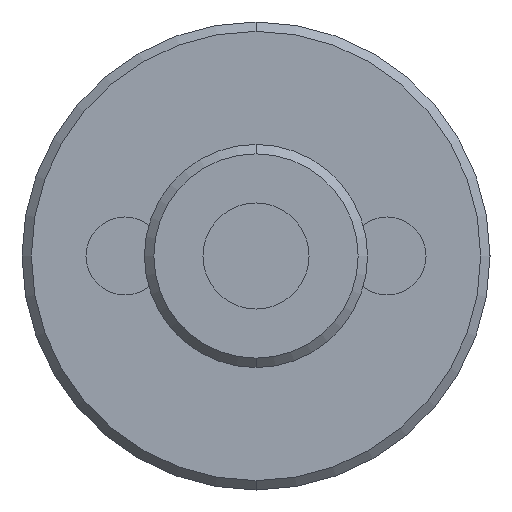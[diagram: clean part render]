
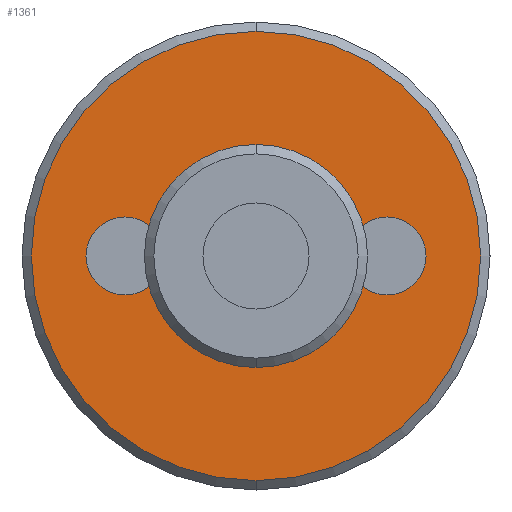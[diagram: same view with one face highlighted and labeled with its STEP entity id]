
A CAD part, front view. The second image highlights one B-rep face of the part: STEP entity #1361.
In plain terms, the highlighted planar face has unit normal (0, -1, 0).
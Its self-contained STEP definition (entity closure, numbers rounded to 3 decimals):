
#1 = ORIENTED_EDGE ( 'NONE', *, *, #1629, .T. ) ;
#41 = DIRECTION ( 'NONE',  ( 0., 0., 1. ) ) ;
#55 = EDGE_CURVE ( 'NONE', #1087, #4346, #729, .T. ) ;
#129 = FACE_BOUND ( 'NONE', #4903, .T. ) ;
#136 = CARTESIAN_POINT ( 'NONE',  ( -4.2, 5.5, 0. ) ) ;
#211 = CARTESIAN_POINT ( 'NONE',  ( 0., 5.5, 0. ) ) ;
#273 = CARTESIAN_POINT ( 'NONE',  ( -4.2, 5.5, -1.25 ) ) ;
#359 = DIRECTION ( 'NONE',  ( 0., 0., 1. ) ) ;
#443 = CARTESIAN_POINT ( 'NONE',  ( -4.2, 5.5, 0. ) ) ;
#580 = AXIS2_PLACEMENT_3D ( 'NONE', #443, #2152, #41 ) ;
#622 = DIRECTION ( 'NONE',  ( 0., 0., 1. ) ) ;
#658 = DIRECTION ( 'NONE',  ( 0., 1., 0. ) ) ;
#729 = CIRCLE ( 'NONE', #1091, 1.25 ) ;
#730 = ORIENTED_EDGE ( 'NONE', *, *, #4043, .T. ) ;
#997 = ORIENTED_EDGE ( 'NONE', *, *, #5256, .T. ) ;
#1004 = VERTEX_POINT ( 'NONE', #2142 ) ;
#1023 = VERTEX_POINT ( 'NONE', #1237 ) ;
#1087 = VERTEX_POINT ( 'NONE', #273 ) ;
#1091 = AXIS2_PLACEMENT_3D ( 'NONE', #136, #1366, #4891 ) ;
#1106 = DIRECTION ( 'NONE',  ( 0., -1., 0. ) ) ;
#1108 = CIRCLE ( 'NONE', #580, 1.25 ) ;
#1157 = DIRECTION ( 'NONE',  ( 0., 1., 0. ) ) ;
#1237 = CARTESIAN_POINT ( 'NONE',  ( 0., 5.5, -2.9 ) ) ;
#1274 = VERTEX_POINT ( 'NONE', #2516 ) ;
#1361 = ADVANCED_FACE ( 'NONE', ( #3623, #2826, #3579, #129 ), #4446, .F. ) ;
#1364 = EDGE_LOOP ( 'NONE', ( #997, #730 ) ) ;
#1366 = DIRECTION ( 'NONE',  ( 0., 1., 0. ) ) ;
#1462 = DIRECTION ( 'NONE',  ( 0., 1., 0. ) ) ;
#1551 = CARTESIAN_POINT ( 'NONE',  ( 4.2, 5.5, 1.25 ) ) ;
#1629 = EDGE_CURVE ( 'NONE', #4419, #3923, #3473, .T. ) ;
#1652 = AXIS2_PLACEMENT_3D ( 'NONE', #3717, #1956, #2885 ) ;
#1743 = EDGE_CURVE ( 'NONE', #1023, #3337, #5376, .T. ) ;
#1851 = AXIS2_PLACEMENT_3D ( 'NONE', #4054, #1462, #4592 ) ;
#1870 = CARTESIAN_POINT ( 'NONE',  ( 4.2, 5.5, -1.25 ) ) ;
#1880 = ORIENTED_EDGE ( 'NONE', *, *, #4053, .T. ) ;
#1956 = DIRECTION ( 'NONE',  ( 0., 1., 0. ) ) ;
#2005 = CIRCLE ( 'NONE', #4003, 7.2 ) ;
#2026 = AXIS2_PLACEMENT_3D ( 'NONE', #3112, #2149, #4396 ) ;
#2042 = DIRECTION ( 'NONE',  ( 0., 0., 1. ) ) ;
#2102 = ORIENTED_EDGE ( 'NONE', *, *, #5348, .T. ) ;
#2142 = CARTESIAN_POINT ( 'NONE',  ( 0., 5.5, -7.2 ) ) ;
#2149 = DIRECTION ( 'NONE',  ( 0., 1., 0. ) ) ;
#2152 = DIRECTION ( 'NONE',  ( 0., 1., 0. ) ) ;
#2516 = CARTESIAN_POINT ( 'NONE',  ( 0., 5.5, 7.2 ) ) ;
#2570 = CIRCLE ( 'NONE', #5028, 7.2 ) ;
#2580 = ORIENTED_EDGE ( 'NONE', *, *, #55, .T. ) ;
#2826 = FACE_BOUND ( 'NONE', #3330, .T. ) ;
#2885 = DIRECTION ( 'NONE',  ( 0., 0., 1. ) ) ;
#2913 = CARTESIAN_POINT ( 'NONE',  ( 4.2, 5.5, 0. ) ) ;
#3112 = CARTESIAN_POINT ( 'NONE',  ( 0., 5.5, 0. ) ) ;
#3308 = CARTESIAN_POINT ( 'NONE',  ( 0., 5.5, 0. ) ) ;
#3330 = EDGE_LOOP ( 'NONE', ( #3735, #2580 ) ) ;
#3337 = VERTEX_POINT ( 'NONE', #4225 ) ;
#3384 = CIRCLE ( 'NONE', #1851, 1.25 ) ;
#3473 = CIRCLE ( 'NONE', #4934, 1.25 ) ;
#3552 = CIRCLE ( 'NONE', #1652, 2.9 ) ;
#3579 = FACE_OUTER_BOUND ( 'NONE', #1364, .T. ) ;
#3584 = EDGE_LOOP ( 'NONE', ( #1, #2102 ) ) ;
#3623 = FACE_BOUND ( 'NONE', #3584, .T. ) ;
#3717 = CARTESIAN_POINT ( 'NONE',  ( 0., 5.5, 0. ) ) ;
#3735 = ORIENTED_EDGE ( 'NONE', *, *, #4261, .T. ) ;
#3747 = AXIS2_PLACEMENT_3D ( 'NONE', #4059, #658, #5308 ) ;
#3781 = ORIENTED_EDGE ( 'NONE', *, *, #1743, .T. ) ;
#3923 = VERTEX_POINT ( 'NONE', #1870 ) ;
#4003 = AXIS2_PLACEMENT_3D ( 'NONE', #211, #1106, #2042 ) ;
#4043 = EDGE_CURVE ( 'NONE', #1004, #1274, #2005, .T. ) ;
#4053 = EDGE_CURVE ( 'NONE', #3337, #1023, #3552, .T. ) ;
#4054 = CARTESIAN_POINT ( 'NONE',  ( 4.2, 5.5, 0. ) ) ;
#4059 = CARTESIAN_POINT ( 'NONE',  ( 7.5, 5.5, 0. ) ) ;
#4225 = CARTESIAN_POINT ( 'NONE',  ( 0., 5.5, 2.9 ) ) ;
#4261 = EDGE_CURVE ( 'NONE', #4346, #1087, #1108, .T. ) ;
#4346 = VERTEX_POINT ( 'NONE', #4569 ) ;
#4396 = DIRECTION ( 'NONE',  ( 0., 0., 1. ) ) ;
#4419 = VERTEX_POINT ( 'NONE', #1551 ) ;
#4446 = PLANE ( 'NONE',  #3747 ) ;
#4569 = CARTESIAN_POINT ( 'NONE',  ( -4.2, 5.5, 1.25 ) ) ;
#4592 = DIRECTION ( 'NONE',  ( 0., 0., 1. ) ) ;
#4617 = DIRECTION ( 'NONE',  ( 0., -1., 0. ) ) ;
#4891 = DIRECTION ( 'NONE',  ( 0., 0., 1. ) ) ;
#4903 = EDGE_LOOP ( 'NONE', ( #1880, #3781 ) ) ;
#4934 = AXIS2_PLACEMENT_3D ( 'NONE', #2913, #1157, #359 ) ;
#5028 = AXIS2_PLACEMENT_3D ( 'NONE', #3308, #4617, #622 ) ;
#5256 = EDGE_CURVE ( 'NONE', #1274, #1004, #2570, .T. ) ;
#5308 = DIRECTION ( 'NONE',  ( 0., 0., 1. ) ) ;
#5348 = EDGE_CURVE ( 'NONE', #3923, #4419, #3384, .T. ) ;
#5376 = CIRCLE ( 'NONE', #2026, 2.9 ) ;
